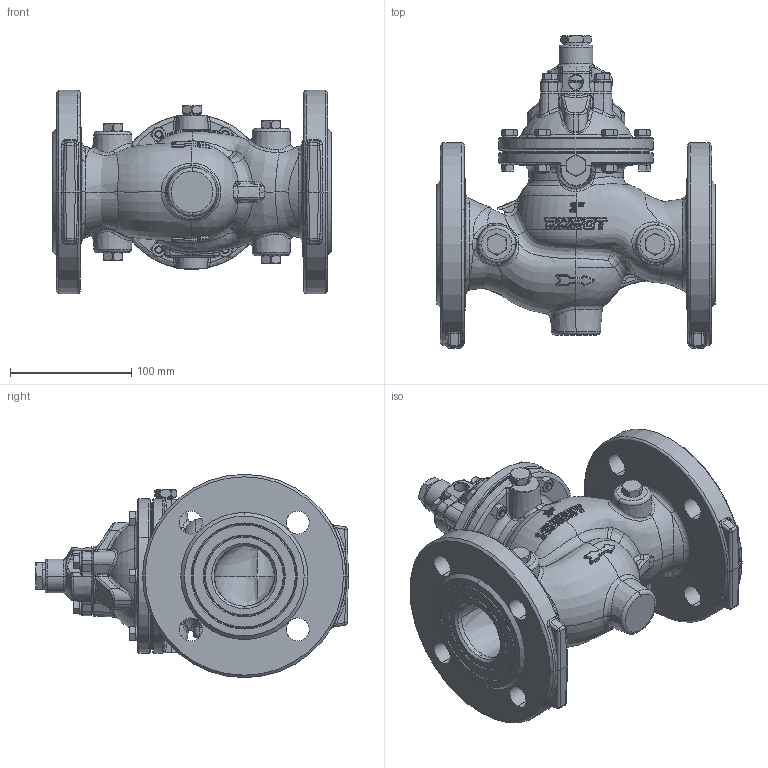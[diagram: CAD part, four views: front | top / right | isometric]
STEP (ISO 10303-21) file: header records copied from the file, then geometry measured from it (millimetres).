
FILE_DESCRIPTION (( 'STEP AP214' ), '1' );
FILE_NAME ('S300 2 .STEP', '2021-08-24T08:27:54', ( 'user' ), ( 'Microsoft' ), 'SwSTEP 2.0', 'SolidWorks 2016', '' );
FILE_SCHEMA (( 'AUTOMOTIVE_DESIGN' ));
Length unit declared in the file: millimetre
Products named in the file (1): S300 2 
Bounding box: 230 x 258.4 x 168 mm (x, y, z)
Surface area: 261110.5 mm2 (no closed solid volume)
Topology: 0 solids, 64 shells, 1615 faces, 4796 edges, 3113 vertices
Faces by surface type: bspline 569, plane 357, cone 262, cylinder 240, torus 139, sphere 48
Entity records: 221579 total; most frequent: CARTESIAN_POINT 166998, ORIENTED_EDGE 8028, DIRECTION 6291, EDGE_CURVE 4756, VERTEX_POINT 3111, AXIS2_PLACEMENT_3D 2627, B_SPLINE_CURVE_WITH_KNOTS 2075, EDGE_LOOP 1727
